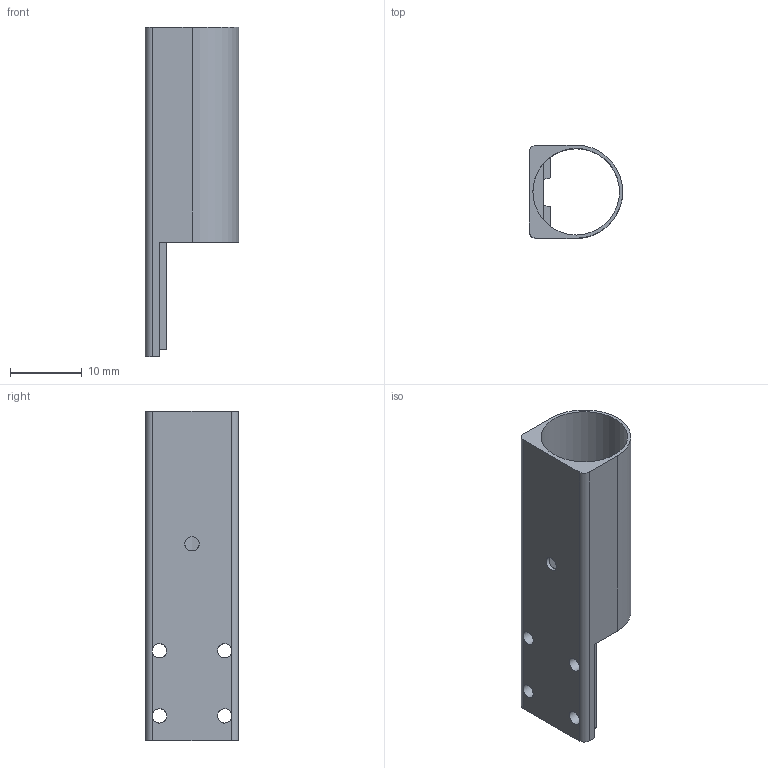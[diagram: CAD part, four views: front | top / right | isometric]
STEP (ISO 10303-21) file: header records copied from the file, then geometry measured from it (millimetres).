
FILE_DESCRIPTION(('STEP AP203'), '1');
FILE_NAME('êðåïëåíèå äëÿ ìîòîðà', '', ('UNSPECIFIED'), ('UNSPECIFIED'), 'C3D Converter', 'C3D Toolkit', '');
FILE_SCHEMA(('CONFIG_CONTROL_DESIGN'));
Length unit declared in the file: millimetre
Bounding box: 13.05 x 13 x 46 mm (x, y, z)
Volume: 1448.9 mm3; surface area: 3170.2 mm2
Topology: 1 solids, 1 shells, 31 faces, 105 edges, 70 vertices
Faces by surface type: plane 21, cylinder 10
Full cylindrical faces by diameter (mm): 2 x5, 12.1 x1
Entity records: 1649 total; most frequent: CARTESIAN_POINT 449, ORIENTED_EDGE 196, DIRECTION 180, EDGE_CURVE 98, VERTEX_POINT 70, LINE 62, VECTOR 62, AXIS2_PLACEMENT_3D 59
